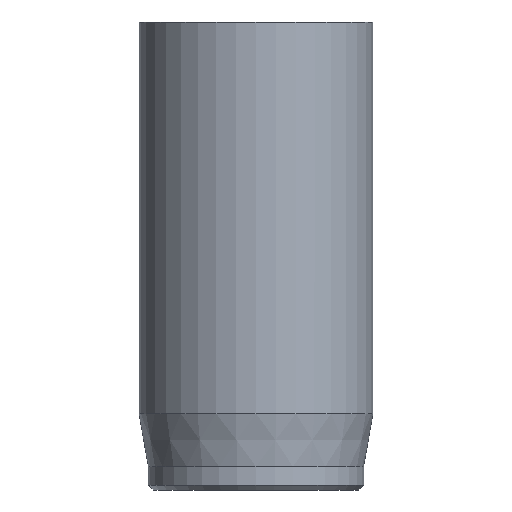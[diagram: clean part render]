
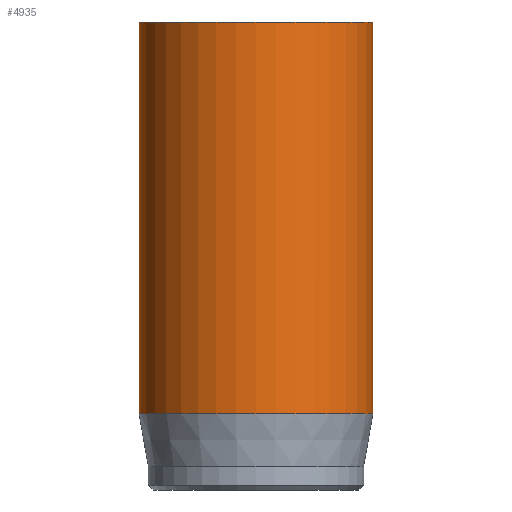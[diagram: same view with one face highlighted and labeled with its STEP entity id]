
A CAD part, front view. The second image highlights one B-rep face of the part: STEP entity #4935.
In plain terms, the highlighted cylindrical face has radius 5 mm (diameter 10 mm), a full revolution.
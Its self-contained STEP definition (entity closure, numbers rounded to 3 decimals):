
#34=CYLINDRICAL_SURFACE('',#5143,5.);
#52=CIRCLE('',#5110,5.);
#68=CIRCLE('',#5141,5.);
#69=CIRCLE('',#5142,5.);
#411=FACE_OUTER_BOUND('',#703,.T.);
#703=EDGE_LOOP('',(#4229,#4230,#4231,#4232,#4233));
#1053=LINE('',#8916,#1416);
#1416=VECTOR('',#5670,5.);
#2205=VERTEX_POINT('',#8855);
#2221=VERTEX_POINT('',#8910);
#2222=VERTEX_POINT('',#8911);
#2884=EDGE_CURVE('',#2205,#2205,#52,.T.);
#2908=EDGE_CURVE('',#2221,#2222,#68,.T.);
#2909=EDGE_CURVE('',#2222,#2221,#69,.T.);
#2911=EDGE_CURVE('',#2205,#2221,#1053,.T.);
#4229=ORIENTED_EDGE('',*,*,#2884,.T.);
#4230=ORIENTED_EDGE('',*,*,#2911,.T.);
#4231=ORIENTED_EDGE('',*,*,#2908,.T.);
#4232=ORIENTED_EDGE('',*,*,#2909,.T.);
#4233=ORIENTED_EDGE('',*,*,#2911,.F.);
#4935=ADVANCED_FACE('',(#411),#34,.T.);
#5110=AXIS2_PLACEMENT_3D('',#8856,#5593,#5594);
#5141=AXIS2_PLACEMENT_3D('',#8912,#5663,#5664);
#5142=AXIS2_PLACEMENT_3D('',#8913,#5665,#5666);
#5143=AXIS2_PLACEMENT_3D('',#8915,#5668,#5669);
#5593=DIRECTION('center_axis',(0.,0.,-1.));
#5594=DIRECTION('ref_axis',(-1.,0.,0.));
#5663=DIRECTION('center_axis',(0.,0.,1.));
#5664=DIRECTION('ref_axis',(-1.,0.,0.));
#5665=DIRECTION('center_axis',(0.,0.,1.));
#5666=DIRECTION('ref_axis',(-1.,0.,0.));
#5668=DIRECTION('center_axis',(0.,0.,1.));
#5669=DIRECTION('ref_axis',(-1.,0.,0.));
#5670=DIRECTION('',(0.,0.,-1.));
#8855=CARTESIAN_POINT('',(5.,0.,20.));
#8856=CARTESIAN_POINT('Origin',(0.,0.,20.));
#8910=CARTESIAN_POINT('',(5.,0.,3.269));
#8911=CARTESIAN_POINT('',(-5.,0.,3.269));
#8912=CARTESIAN_POINT('Origin',(0.,0.,3.269));
#8913=CARTESIAN_POINT('Origin',(0.,0.,3.269));
#8915=CARTESIAN_POINT('Origin',(0.,0.,0.));
#8916=CARTESIAN_POINT('',(5.,0.,0.));
